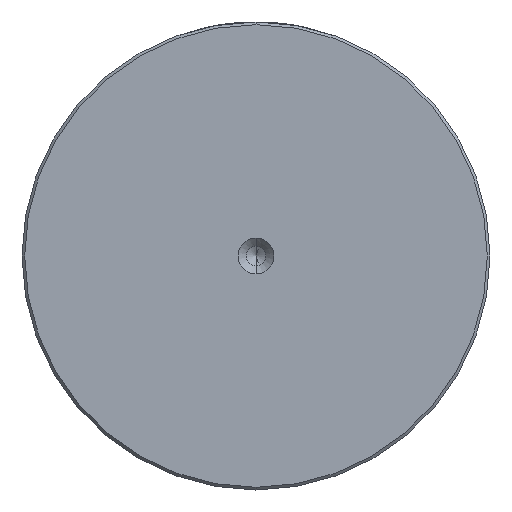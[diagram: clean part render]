
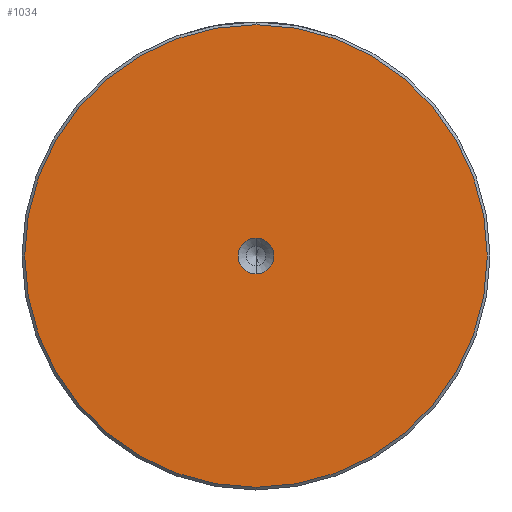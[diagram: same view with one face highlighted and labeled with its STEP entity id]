
A CAD part, left-side view. The second image highlights one B-rep face of the part: STEP entity #1034.
In plain terms, the highlighted planar face has unit normal (-1, 0, 0).
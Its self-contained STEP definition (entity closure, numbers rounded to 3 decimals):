
#35 = DIRECTION ( 'NONE',  ( 0., 0., 1. ) ) ;
#139 = ORIENTED_EDGE ( 'NONE', *, *, #2063, .F. ) ;
#210 = AXIS2_PLACEMENT_3D ( 'NONE', #2277, #1542, #35 ) ;
#313 = CIRCLE ( 'NONE', #714, 42.5 ) ;
#340 = DIRECTION ( 'NONE',  ( -1., 0., 0. ) ) ;
#489 = VERTEX_POINT ( 'NONE', #2483 ) ;
#594 = FACE_BOUND ( 'NONE', #2395, .T. ) ;
#617 = CARTESIAN_POINT ( 'NONE',  ( 0., 0., 0. ) ) ;
#631 = EDGE_CURVE ( 'NONE', #489, #1943, #3161, .T. ) ;
#714 = AXIS2_PLACEMENT_3D ( 'NONE', #2489, #979, #2742 ) ;
#831 = CARTESIAN_POINT ( 'NONE',  ( 0., 0., 42.5 ) ) ;
#866 = DIRECTION ( 'NONE',  ( 0., 0., 1. ) ) ;
#979 = DIRECTION ( 'NONE',  ( -1., 0., 0. ) ) ;
#1027 = PLANE ( 'NONE',  #210 ) ;
#1034 = ADVANCED_FACE ( 'NONE', ( #1241, #594 ), #1027, .T. ) ;
#1065 = AXIS2_PLACEMENT_3D ( 'NONE', #2962, #1467, #3206 ) ;
#1241 = FACE_OUTER_BOUND ( 'NONE', #3100, .T. ) ;
#1269 = ORIENTED_EDGE ( 'NONE', *, *, #2424, .T. ) ;
#1427 = VERTEX_POINT ( 'NONE', #1694 ) ;
#1458 = EDGE_CURVE ( 'NONE', #1917, #1427, #2750, .T. ) ;
#1467 = DIRECTION ( 'NONE',  ( -1., 0., 0. ) ) ;
#1542 = DIRECTION ( 'NONE',  ( -1., 0., 0. ) ) ;
#1694 = CARTESIAN_POINT ( 'NONE',  ( 0., 0., 3.3 ) ) ;
#1834 = CARTESIAN_POINT ( 'NONE',  ( 0., 0., 0. ) ) ;
#1917 = VERTEX_POINT ( 'NONE', #2069 ) ;
#1943 = VERTEX_POINT ( 'NONE', #831 ) ;
#2063 = EDGE_CURVE ( 'NONE', #1427, #1917, #2512, .T. ) ;
#2069 = CARTESIAN_POINT ( 'NONE',  ( 0., 0., -3.3 ) ) ;
#2094 = DIRECTION ( 'NONE',  ( 0., 0., 1. ) ) ;
#2277 = CARTESIAN_POINT ( 'NONE',  ( 0., 0., 0. ) ) ;
#2365 = DIRECTION ( 'NONE',  ( -1., 0., 0. ) ) ;
#2395 = EDGE_LOOP ( 'NONE', ( #139, #2433 ) ) ;
#2424 = EDGE_CURVE ( 'NONE', #1943, #489, #313, .T. ) ;
#2433 = ORIENTED_EDGE ( 'NONE', *, *, #1458, .F. ) ;
#2483 = CARTESIAN_POINT ( 'NONE',  ( 0., 0., -42.5 ) ) ;
#2489 = CARTESIAN_POINT ( 'NONE',  ( 0., 0., 0. ) ) ;
#2508 = AXIS2_PLACEMENT_3D ( 'NONE', #617, #2365, #866 ) ;
#2512 = CIRCLE ( 'NONE', #2508, 3.3 ) ;
#2584 = ORIENTED_EDGE ( 'NONE', *, *, #631, .T. ) ;
#2742 = DIRECTION ( 'NONE',  ( 0., 0., 1. ) ) ;
#2750 = CIRCLE ( 'NONE', #1065, 3.3 ) ;
#2962 = CARTESIAN_POINT ( 'NONE',  ( 0., 0., 0. ) ) ;
#3100 = EDGE_LOOP ( 'NONE', ( #2584, #1269 ) ) ;
#3161 = CIRCLE ( 'NONE', #3226, 42.5 ) ;
#3206 = DIRECTION ( 'NONE',  ( 0., 0., 1. ) ) ;
#3226 = AXIS2_PLACEMENT_3D ( 'NONE', #1834, #340, #2094 ) ;
